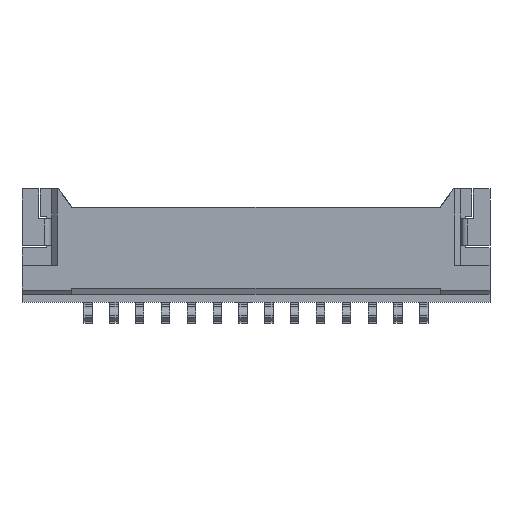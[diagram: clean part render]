
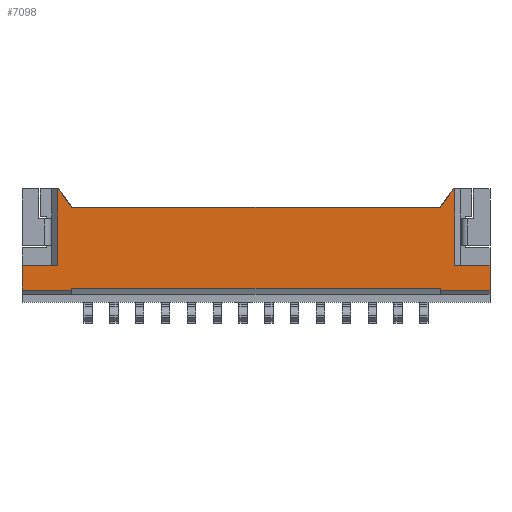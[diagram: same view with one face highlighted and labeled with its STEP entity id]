
A CAD part, front view. The second image highlights one B-rep face of the part: STEP entity #7098.
In plain terms, the highlighted planar face has unit normal (0, -1, 0).
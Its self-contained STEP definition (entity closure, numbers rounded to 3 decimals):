
#1=DIRECTION('',(0.,0.,-1.));
#2=VECTOR('',#1,3.7);
#3=CARTESIAN_POINT('',(-9.625,-0.925,2.75));
#4=LINE('',#3,#2);
#5=DIRECTION('',(1.,0.,0.));
#6=VECTOR('',#5,0.06);
#7=CARTESIAN_POINT('',(-9.625,-0.925,2.75));
#8=LINE('',#7,#6);
#9=DIRECTION('',(0.588,0.,-0.809));
#10=VECTOR('',#9,1.113);
#11=CARTESIAN_POINT('',(-9.565,-0.925,2.75));
#12=LINE('',#11,#10);
#13=DIRECTION('',(1.,0.,0.));
#14=VECTOR('',#13,17.82);
#15=CARTESIAN_POINT('',(-8.91,-0.925,1.85));
#16=LINE('',#15,#14);
#17=DIRECTION('',(0.588,0.,0.809));
#18=VECTOR('',#17,1.113);
#19=CARTESIAN_POINT('',(8.91,-0.925,1.85));
#20=LINE('',#19,#18);
#21=DIRECTION('',(1.,0.,0.));
#22=VECTOR('',#21,0.06);
#23=CARTESIAN_POINT('',(9.565,-0.925,2.75));
#24=LINE('',#23,#22);
#25=DIRECTION('',(0.,0.,1.));
#26=VECTOR('',#25,3.7);
#27=CARTESIAN_POINT('',(9.625,-0.925,-0.95));
#28=LINE('',#27,#26);
#29=DIRECTION('',(0.,0.,-1.));
#30=VECTOR('',#29,1.2);
#31=CARTESIAN_POINT('',(11.325,-0.925,-0.95));
#32=LINE('',#31,#30);
#33=DIRECTION('',(-1.,0.,0.));
#34=VECTOR('',#33,2.415);
#35=CARTESIAN_POINT('',(11.325,-0.925,-2.15));
#36=LINE('',#35,#34);
#37=DIRECTION('',(0.,0.,1.));
#38=VECTOR('',#37,0.1);
#39=CARTESIAN_POINT('',(8.91,-0.925,-2.15));
#40=LINE('',#39,#38);
#41=DIRECTION('',(1.,0.,0.));
#42=VECTOR('',#41,17.82);
#43=CARTESIAN_POINT('',(-8.91,-0.925,-2.05));
#44=LINE('',#43,#42);
#45=DIRECTION('',(0.,0.,1.));
#46=VECTOR('',#45,0.1);
#47=CARTESIAN_POINT('',(-8.91,-0.925,-2.15));
#48=LINE('',#47,#46);
#49=DIRECTION('',(-1.,0.,0.));
#50=VECTOR('',#49,2.415);
#51=CARTESIAN_POINT('',(-8.91,-0.925,-2.15));
#52=LINE('',#51,#50);
#53=DIRECTION('',(0.,0.,1.));
#54=VECTOR('',#53,1.2);
#55=CARTESIAN_POINT('',(-11.325,-0.925,-2.15));
#56=LINE('',#55,#54);
#61=DIRECTION('',(-1.,0.,0.));
#62=VECTOR('',#61,1.7);
#63=CARTESIAN_POINT('',(-9.625,-0.925,-0.95));
#64=LINE('',#63,#62);
#813=DIRECTION('',(-1.,0.,0.));
#814=VECTOR('',#813,1.7);
#815=CARTESIAN_POINT('',(11.325,-0.925,-0.95));
#816=LINE('',#815,#814);
#5387=CARTESIAN_POINT('',(8.91,-0.925,1.85));
#5388=CARTESIAN_POINT('',(9.565,-0.925,2.75));
#5389=VERTEX_POINT('',#5387);
#5390=VERTEX_POINT('',#5388);
#5391=CARTESIAN_POINT('',(-8.91,-0.925,1.85));
#5392=VERTEX_POINT('',#5391);
#5403=CARTESIAN_POINT('',(-9.565,-0.925,2.75));
#5404=VERTEX_POINT('',#5403);
#5569=CARTESIAN_POINT('',(11.325,-0.925,-0.95));
#5570=VERTEX_POINT('',#5569);
#5575=CARTESIAN_POINT('',(-11.325,-0.925,-0.95));
#5576=VERTEX_POINT('',#5575);
#5667=CARTESIAN_POINT('',(-9.625,-0.925,-0.95));
#5668=VERTEX_POINT('',#5667);
#5743=CARTESIAN_POINT('',(11.325,-0.925,-2.15));
#5744=VERTEX_POINT('',#5743);
#5747=CARTESIAN_POINT('',(-11.325,-0.925,-2.15));
#5748=VERTEX_POINT('',#5747);
#5761=CARTESIAN_POINT('',(-9.625,-0.925,2.75));
#5762=VERTEX_POINT('',#5761);
#5763=CARTESIAN_POINT('',(9.625,-0.925,2.75));
#5764=VERTEX_POINT('',#5763);
#5765=CARTESIAN_POINT('',(9.625,-0.925,-0.95));
#5766=VERTEX_POINT('',#5765);
#5815=CARTESIAN_POINT('',(8.91,-0.925,-2.15));
#5816=CARTESIAN_POINT('',(8.91,-0.925,-2.05));
#5817=VERTEX_POINT('',#5815);
#5818=VERTEX_POINT('',#5816);
#5819=CARTESIAN_POINT('',(-8.91,-0.925,-2.15));
#5820=CARTESIAN_POINT('',(-8.91,-0.925,-2.05));
#5821=VERTEX_POINT('',#5819);
#5822=VERTEX_POINT('',#5820);
#7059=CARTESIAN_POINT('',(0.,-0.925,0.));
#7060=DIRECTION('',(0.,-1.,0.));
#7061=DIRECTION('',(-1.,0.,0.));
#7062=AXIS2_PLACEMENT_3D('',#7059,#7060,#7061);
#7063=PLANE('',#7062);
#7065=ORIENTED_EDGE('',*,*,#7064,.F.);
#7067=ORIENTED_EDGE('',*,*,#7066,.T.);
#7069=ORIENTED_EDGE('',*,*,#7068,.T.);
#7071=ORIENTED_EDGE('',*,*,#7070,.T.);
#7073=ORIENTED_EDGE('',*,*,#7072,.T.);
#7075=ORIENTED_EDGE('',*,*,#7074,.T.);
#7077=ORIENTED_EDGE('',*,*,#7076,.F.);
#7079=ORIENTED_EDGE('',*,*,#7078,.F.);
#7081=ORIENTED_EDGE('',*,*,#7080,.T.);
#7083=ORIENTED_EDGE('',*,*,#7082,.T.);
#7085=ORIENTED_EDGE('',*,*,#7084,.T.);
#7087=ORIENTED_EDGE('',*,*,#7086,.F.);
#7089=ORIENTED_EDGE('',*,*,#7088,.F.);
#7091=ORIENTED_EDGE('',*,*,#7090,.T.);
#7093=ORIENTED_EDGE('',*,*,#7092,.T.);
#7095=ORIENTED_EDGE('',*,*,#7094,.F.);
#7096=EDGE_LOOP('',(#7065,#7067,#7069,#7071,#7073,#7075,#7077,#7079,#7081,#7083,
#7085,#7087,#7089,#7091,#7093,#7095));
#7097=FACE_OUTER_BOUND('',#7096,.F.);
#7098=ADVANCED_FACE('',(#7097),#7063,.T.);
#7064=EDGE_CURVE('',#5762,#5668,#4,.T.);
#7066=EDGE_CURVE('',#5762,#5404,#8,.T.);
#7068=EDGE_CURVE('',#5404,#5392,#12,.T.);
#7070=EDGE_CURVE('',#5392,#5389,#16,.T.);
#7072=EDGE_CURVE('',#5389,#5390,#20,.T.);
#7074=EDGE_CURVE('',#5390,#5764,#24,.T.);
#7076=EDGE_CURVE('',#5766,#5764,#28,.T.);
#7078=EDGE_CURVE('',#5570,#5766,#816,.T.);
#7080=EDGE_CURVE('',#5570,#5744,#32,.T.);
#7082=EDGE_CURVE('',#5744,#5817,#36,.T.);
#7084=EDGE_CURVE('',#5817,#5818,#40,.T.);
#7086=EDGE_CURVE('',#5822,#5818,#44,.T.);
#7088=EDGE_CURVE('',#5821,#5822,#48,.T.);
#7090=EDGE_CURVE('',#5821,#5748,#52,.T.);
#7092=EDGE_CURVE('',#5748,#5576,#56,.T.);
#7094=EDGE_CURVE('',#5668,#5576,#64,.T.);
